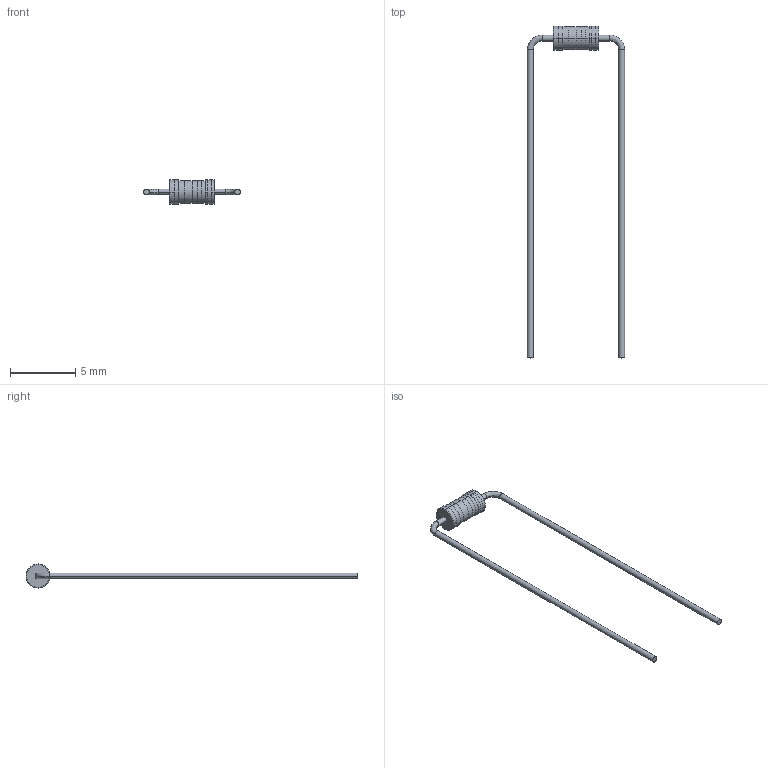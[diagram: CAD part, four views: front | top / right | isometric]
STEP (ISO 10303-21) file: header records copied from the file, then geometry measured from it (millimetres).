
FILE_DESCRIPTION (( 'STEP AP214' ), '1' );
FILE_NAME ('3-1623927-1.STEP', '2021-11-22T20:49:49', ( '' ), ( '' ), 'SwSTEP 2.0', 'SolidWorks 2017', '' );
FILE_SCHEMA (( 'AUTOMOTIVE_DESIGN' ));
Length unit declared in the file: millimetre
Products named in the file (1): 3-1623927-1
Bounding box: 7.45 x 25.43 x 1.85 mm (x, y, z)
Volume: 17.1 mm3; surface area: 144.2 mm2
Topology: 12 solids, 12 shells, 65 faces, 118 edges, 77 vertices
Faces by surface type: cylinder 31, plane 24, torus 6, bspline 4
Entity records: 1860 total; most frequent: CARTESIAN_POINT 330, DIRECTION 323, ORIENTED_EDGE 236, AXIS2_PLACEMENT_3D 146, EDGE_CURVE 118, CIRCLE 84, VERTEX_POINT 77, FACE_OUTER_BOUND 65
